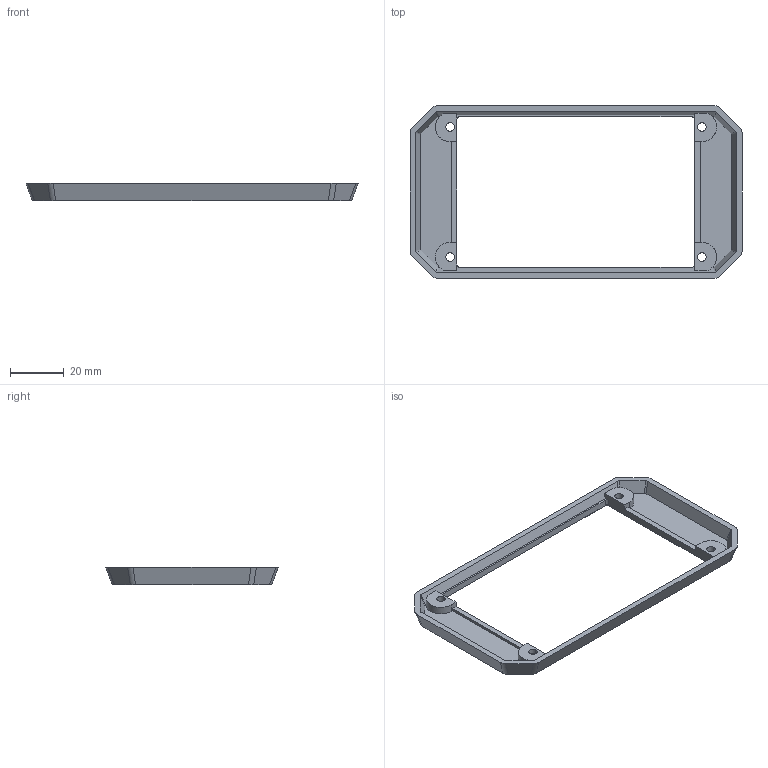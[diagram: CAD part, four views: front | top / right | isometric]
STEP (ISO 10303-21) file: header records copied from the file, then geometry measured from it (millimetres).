
FILE_DESCRIPTION(('CATIA V5 STEP Exchange'),'2;1');
FILE_NAME('Cover.stp','2016-07-07T15:24:04+00:00',('none'),('none'),'CATIA Version 5 Release 16 (IN-10)','CATIA V5 STEP AP203','none');
FILE_SCHEMA(('CONFIG_CONTROL_DESIGN'));
Length unit declared in the file: millimetre
Products named in the file (1): Cover
Bounding box: 124.11 x 64.4 x 6.5 mm (x, y, z)
Volume: 8466 mm3; surface area: 9411.6 mm2
Topology: 1 solids, 1 shells, 88 faces, 260 edges, 174 vertices
Faces by surface type: plane 44, cylinder 40, cone 4
Entity records: 3070 total; most frequent: CARTESIAN_POINT 869, ORIENTED_EDGE 520, DIRECTION 327, EDGE_CURVE 260, VERTEX_POINT 174, VECTOR 151, LINE 151, AXIS2_PLACEMENT_3D 103
